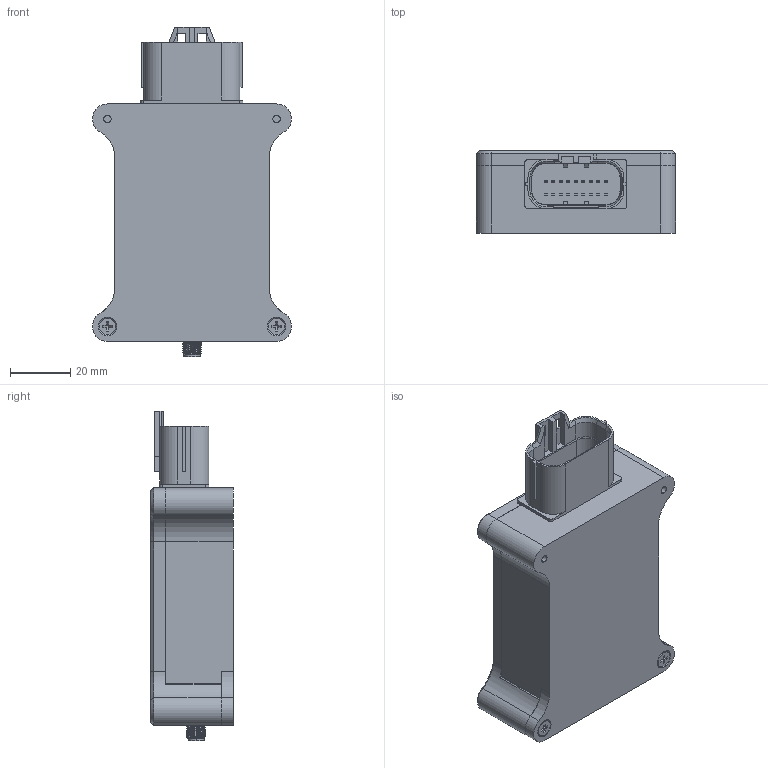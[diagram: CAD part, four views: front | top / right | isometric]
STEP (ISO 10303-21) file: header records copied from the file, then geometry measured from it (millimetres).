
FILE_DESCRIPTION (( 'STEP AP203' ), '1' );
FILE_NAME ('Syvecs_50Hz_GPS.STEP', '2021-05-20T06:40:12', ( '' ), ( '' ), 'SwSTEP 2.0', 'SolidWorks 2020', '' );
FILE_SCHEMA (( 'CONFIG_CONTROL_DESIGN' ));
Length unit declared in the file: millimetre
Products named in the file (17): flat head screw_am_B18.6.7M - M3 x 0.5 x 8 Type I Cross Recessed FHMS --8N; flat head screw_am_B18.6.7M - M3 x 0.5 x 10 Type I Cross Recessed FHMS --10N; Syvecs - TCB2 - BOARD; TCBV2_CASE_TOP; TCBV2_CASE_BOTTOM; Syvecs - IMU - BOARD; Connector_ExpansionBoard; flat head screw_am_B18.6.7M - M3 x 0.5 x 13 Type I Cross Recessed FHMS --13N; o-rings_am_J515160x0061H; Connector-K3D-MX23A18NF1; Connector_ExpansionBoard_M; Syvecs - IMU - ASSY.SLDPRT; 732511150; USB_Micro_c-2174507-2-b-3d; TCBV2_Board_Assy; BATTERY_VL-2330-HFN; Syvecs_50Hz_GPS
Assembly tree (21 placements, depth 3):
  Syvecs_50Hz_GPS
    TCBV2_Board_Assy
      Syvecs - TCB2 - BOARD
      Connector_ExpansionBoard  x2
      USB_Micro_c-2174507-2-b-3d
      Connector-K3D-MX23A18NF1
    Syvecs - IMU - ASSY.SLDPRT
      Syvecs - IMU - BOARD
      Connector_ExpansionBoard_M  x2
      732511150
      BATTERY_VL-2330-HFN
    TCBV2_CASE_BOTTOM
    TCBV2_CASE_TOP
    o-rings_am_J515160x0061H
    flat head screw_am_B18.6.7M - M3 x 0.5 x 13 Type I Cross Recessed FHMS --13N  x3
    flat head screw_am_B18.6.7M - M3 x 0.5 x 10 Type I Cross Recessed FHMS --10N
    flat head screw_am_B18.6.7M - M3 x 0.5 x 8 Type I Cross Recessed FHMS --8N  x2
Bounding box: 66.32 x 27.6 x 109.86 mm (x, y, z)
Volume: 60344.2 mm3; surface area: 56234.6 mm2
Topology: 20 solids, 24 shells, 2579 faces, 6370 edges, 4053 vertices
Faces by surface type: plane 1133, cylinder 1005, cone 411, torus 24, sphere 4, bspline 2
Entity records: 69764 total; most frequent: CARTESIAN_POINT 14663, DIRECTION 11418, ORIENTED_EDGE 10808, EDGE_CURVE 5404, AXIS2_PLACEMENT_3D 4010, VERTEX_POINT 3483, LINE 3398, VECTOR 3398
